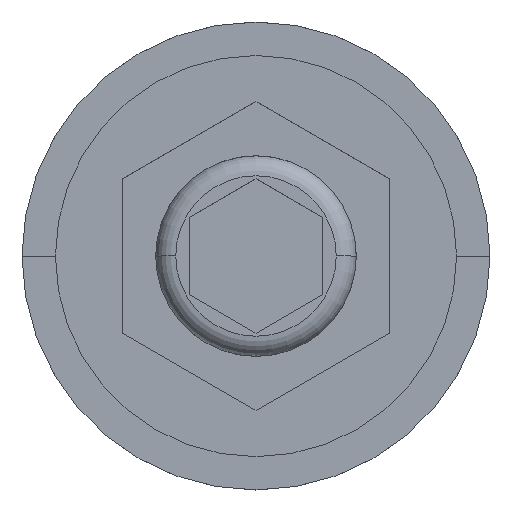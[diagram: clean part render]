
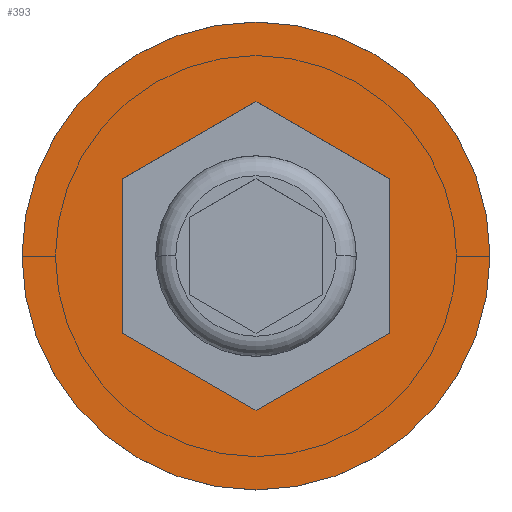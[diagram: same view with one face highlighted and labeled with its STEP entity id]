
A CAD part, top view. The second image highlights one B-rep face of the part: STEP entity #393.
In plain terms, the highlighted planar face has unit normal (0, 0, 1).
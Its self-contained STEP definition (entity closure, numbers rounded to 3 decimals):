
#3 = FACE_OUTER_BOUND ( 'NONE', #1835, .T. ) ;
#24 = DIRECTION ( 'NONE',  ( 1., 0., 0. ) ) ;
#26 = VERTEX_POINT ( 'NONE', #1583 ) ;
#36 = CARTESIAN_POINT ( 'NONE',  ( 2., 1.155, 0. ) ) ;
#43 = ORIENTED_EDGE ( 'NONE', *, *, #1970, .F. ) ;
#75 = ORIENTED_EDGE ( 'NONE', *, *, #989, .T. ) ;
#115 = DIRECTION ( 'NONE',  ( 0., -1., 0. ) ) ;
#189 = CARTESIAN_POINT ( 'NONE',  ( 3.5, 0., 0. ) ) ;
#193 = CARTESIAN_POINT ( 'NONE',  ( -2., -1.155, 0. ) ) ;
#223 = ORIENTED_EDGE ( 'NONE', *, *, #1040, .F. ) ;
#293 = ORIENTED_EDGE ( 'NONE', *, *, #504, .F. ) ;
#366 = VERTEX_POINT ( 'NONE', #2231 ) ;
#393 = ADVANCED_FACE ( 'NONE', ( #1402, #3 ), #1034, .T. ) ;
#419 = ORIENTED_EDGE ( 'NONE', *, *, #1902, .F. ) ;
#504 = EDGE_CURVE ( 'NONE', #1000, #1520, #1012, .T. ) ;
#547 = DIRECTION ( 'NONE',  ( 0., 1., 0. ) ) ;
#551 = CARTESIAN_POINT ( 'NONE',  ( 0., 0., 0. ) ) ;
#565 = EDGE_LOOP ( 'NONE', ( #293, #1876, #43, #223, #419, #1382 ) ) ;
#645 = VERTEX_POINT ( 'NONE', #189 ) ;
#652 = LINE ( 'NONE', #998, #1933 ) ;
#660 = VERTEX_POINT ( 'NONE', #1870 ) ;
#670 = DIRECTION ( 'NONE',  ( -0.866, 0.5, 0. ) ) ;
#764 = VECTOR ( 'NONE', #1541, 1000. ) ;
#846 = EDGE_CURVE ( 'NONE', #1520, #1571, #1230, .T. ) ;
#901 = LINE ( 'NONE', #1452, #1777 ) ;
#989 = EDGE_CURVE ( 'NONE', #660, #645, #1430, .T. ) ;
#998 = CARTESIAN_POINT ( 'NONE',  ( -2., 1.155, 0. ) ) ;
#1000 = VERTEX_POINT ( 'NONE', #36 ) ;
#1012 = LINE ( 'NONE', #2309, #1394 ) ;
#1034 = PLANE ( 'NONE',  #2311 ) ;
#1040 = EDGE_CURVE ( 'NONE', #2328, #26, #901, .T. ) ;
#1113 = CARTESIAN_POINT ( 'NONE',  ( 2., -1.155, 0. ) ) ;
#1149 = EDGE_CURVE ( 'NONE', #366, #1000, #1990, .T. ) ;
#1170 = AXIS2_PLACEMENT_3D ( 'NONE', #551, #1431, #24 ) ;
#1214 = AXIS2_PLACEMENT_3D ( 'NONE', #1348, #1311, #2082 ) ;
#1230 = LINE ( 'NONE', #2099, #764 ) ;
#1297 = ORIENTED_EDGE ( 'NONE', *, *, #1555, .T. ) ;
#1311 = DIRECTION ( 'NONE',  ( 0., 0., 1. ) ) ;
#1348 = CARTESIAN_POINT ( 'NONE',  ( 0., 0., 0. ) ) ;
#1382 = ORIENTED_EDGE ( 'NONE', *, *, #846, .F. ) ;
#1394 = VECTOR ( 'NONE', #670, 1000. ) ;
#1402 = FACE_BOUND ( 'NONE', #565, .T. ) ;
#1413 = CARTESIAN_POINT ( 'NONE',  ( 0., 2.309, 0. ) ) ;
#1424 = LINE ( 'NONE', #1459, #2055 ) ;
#1430 = CIRCLE ( 'NONE', #1170, 3.5 ) ;
#1431 = DIRECTION ( 'NONE',  ( 0., 0., 1. ) ) ;
#1452 = CARTESIAN_POINT ( 'NONE',  ( -2., -1.155, 0. ) ) ;
#1459 = CARTESIAN_POINT ( 'NONE',  ( 0., -2.309, 0. ) ) ;
#1520 = VERTEX_POINT ( 'NONE', #1413 ) ;
#1541 = DIRECTION ( 'NONE',  ( -0.866, -0.5, 0. ) ) ;
#1555 = EDGE_CURVE ( 'NONE', #645, #660, #2242, .T. ) ;
#1571 = VERTEX_POINT ( 'NONE', #2215 ) ;
#1583 = CARTESIAN_POINT ( 'NONE',  ( 0., -2.309, 0. ) ) ;
#1733 = DIRECTION ( 'NONE',  ( 1., 0., 0. ) ) ;
#1777 = VECTOR ( 'NONE', #2189, 1000. ) ;
#1835 = EDGE_LOOP ( 'NONE', ( #1297, #75 ) ) ;
#1870 = CARTESIAN_POINT ( 'NONE',  ( -3.5, 0., 0. ) ) ;
#1876 = ORIENTED_EDGE ( 'NONE', *, *, #1149, .F. ) ;
#1902 = EDGE_CURVE ( 'NONE', #1571, #2328, #652, .T. ) ;
#1924 = DIRECTION ( 'NONE',  ( 0., 0., 1. ) ) ;
#1933 = VECTOR ( 'NONE', #115, 1000. ) ;
#1970 = EDGE_CURVE ( 'NONE', #26, #366, #1424, .T. ) ;
#1990 = LINE ( 'NONE', #1113, #2091 ) ;
#2055 = VECTOR ( 'NONE', #2158, 1000. ) ;
#2082 = DIRECTION ( 'NONE',  ( 1., 0., 0. ) ) ;
#2091 = VECTOR ( 'NONE', #547, 1000. ) ;
#2099 = CARTESIAN_POINT ( 'NONE',  ( 0., 2.309, 0. ) ) ;
#2158 = DIRECTION ( 'NONE',  ( 0.866, 0.5, 0. ) ) ;
#2189 = DIRECTION ( 'NONE',  ( 0.866, -0.5, 0. ) ) ;
#2215 = CARTESIAN_POINT ( 'NONE',  ( -2., 1.155, 0. ) ) ;
#2231 = CARTESIAN_POINT ( 'NONE',  ( 2., -1.155, 0. ) ) ;
#2242 = CIRCLE ( 'NONE', #1214, 3.5 ) ;
#2300 = CARTESIAN_POINT ( 'NONE',  ( 0., 0., 0. ) ) ;
#2309 = CARTESIAN_POINT ( 'NONE',  ( 2., 1.155, 0. ) ) ;
#2311 = AXIS2_PLACEMENT_3D ( 'NONE', #2300, #1924, #1733 ) ;
#2328 = VERTEX_POINT ( 'NONE', #193 ) ;
